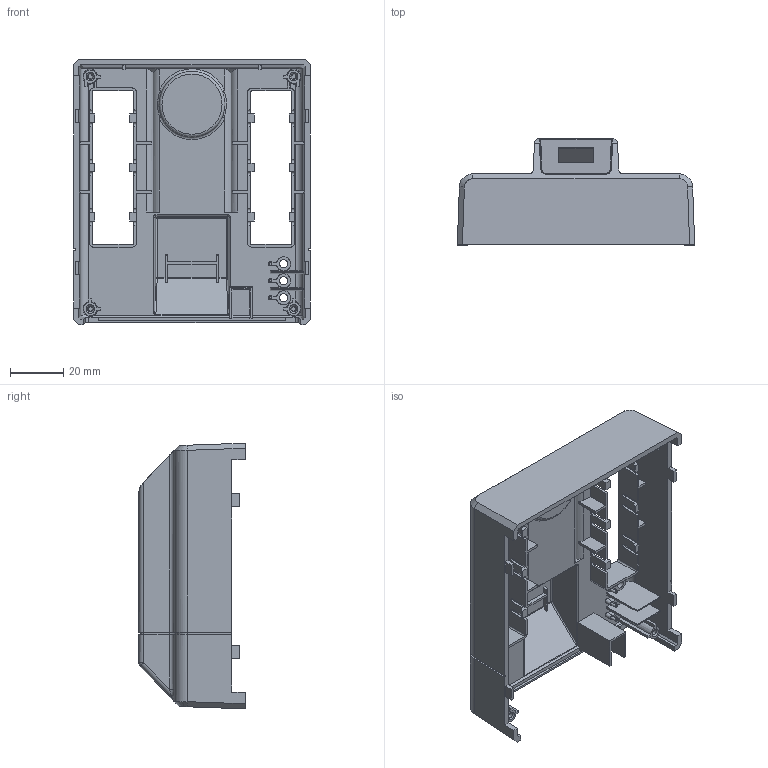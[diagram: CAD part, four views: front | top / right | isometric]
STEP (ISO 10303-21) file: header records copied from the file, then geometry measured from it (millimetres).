
FILE_DESCRIPTION(/* description */ (''),/* implementation_level */ '2;1');
FILE_NAME(/* name */ '276-2194-001 Rev2.ipt.step',/* time_stamp */ '2020-04-16T23:09:49-04:00',/* author */ ('Jordan'),/* organization */ (''),/* preprocessor_version */ 'ST-DEVELOPER v17',/* originating_system */ 'Autodesk Inventor 2019',/* authorisation */ '');
FILE_SCHEMA (('AUTOMOTIVE_DESIGN { 1 0 10303 214 3 1 1 }'));
Length unit declared in the file: inch
Products named in the file (1): 276-2194-001 Rev2
Bounding box: 88.9 x 39.85 x 99.48 mm (x, y, z)
Volume: 35775.7 mm3; surface area: 41110.4 mm2
Topology: 1 solids, 1 shells, 552 faces, 1589 edges, 1044 vertices
Faces by surface type: plane 362, cylinder 106, cone 39, bspline 34, sphere 6, torus 5
Full cylindrical faces by diameter (mm): 1 x3, 3.05 x3
Entity records: 21940 total; most frequent: CARTESIAN_POINT 7515, ORIENTED_EDGE 3178, DIRECTION 2789, EDGE_CURVE 1589, LINE 1107, VECTOR 1107, VERTEX_POINT 1044, AXIS2_PLACEMENT_3D 841
